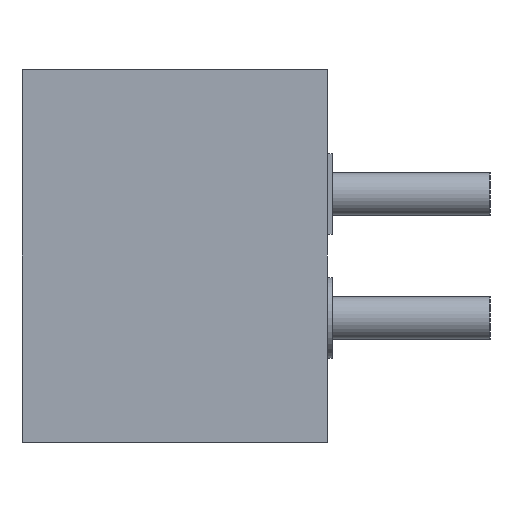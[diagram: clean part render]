
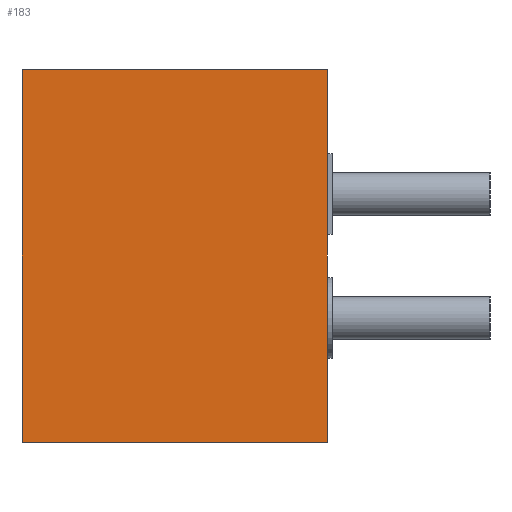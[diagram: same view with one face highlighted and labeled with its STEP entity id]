
A CAD part, left-side view. The second image highlights one B-rep face of the part: STEP entity #183.
In plain terms, the highlighted planar face has unit normal (-1, 0, 0).
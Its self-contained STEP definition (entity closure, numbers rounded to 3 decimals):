
#97=FACE_OUTER_BOUND($,#103,.T.);
#103=EDGE_LOOP($,(#156,#157,#158,#159));
#109=LINE($,#229,#121);
#112=LINE($,#235,#124);
#113=LINE($,#237,#125);
#114=LINE($,#238,#126);
#121=VECTOR($,#202,4.9);
#124=VECTOR($,#207,6.0);
#125=VECTOR($,#208,4.9);
#126=VECTOR($,#209,6.0);
#133=VERTEX_POINT($,#226);
#134=VERTEX_POINT($,#228);
#136=VERTEX_POINT($,#234);
#137=VERTEX_POINT($,#236);
#141=EDGE_CURVE($,#133,#134,#109,.T.);
#144=EDGE_CURVE($,#136,#133,#112,.T.);
#145=EDGE_CURVE($,#137,#136,#113,.T.);
#146=EDGE_CURVE($,#134,#137,#114,.T.);
#156=ORIENTED_EDGE($,*,*,#144,.F.);
#157=ORIENTED_EDGE($,*,*,#145,.F.);
#158=ORIENTED_EDGE($,*,*,#146,.F.);
#159=ORIENTED_EDGE($,*,*,#141,.F.);
#177=PLANE($,#192);
#183=ADVANCED_FACE($,(#97),#177,.T.);
#192=AXIS2_PLACEMENT_3D($,#233,#205,#206);
#202=DIRECTION($,(0.0,1.0,0.0));
#205=DIRECTION('center_axis',(-1.,0.,0.));
#206=DIRECTION('ref_axis',(0.,-1.,0.));
#207=DIRECTION($,(0.0,0.0,-1.0));
#208=DIRECTION($,(0.0,-1.0,0.0));
#209=DIRECTION($,(0.0,0.0,1.0));
#226=CARTESIAN_POINT('',(-4.,0.08,-4.));
#228=CARTESIAN_POINT('',(-4.,5.,-4.));
#229=CARTESIAN_POINT($,(-4.,5.,-4.));
#233=CARTESIAN_POINT('Origin',(-4.,5.,-1.));
#234=CARTESIAN_POINT('',(-4.,0.08,2.));
#235=CARTESIAN_POINT($,(-4.,0.08,-1.));
#236=CARTESIAN_POINT('',(-4.,5.,2.));
#237=CARTESIAN_POINT($,(-4.,5.,2.));
#238=CARTESIAN_POINT($,(-4.,5.,-1.));
